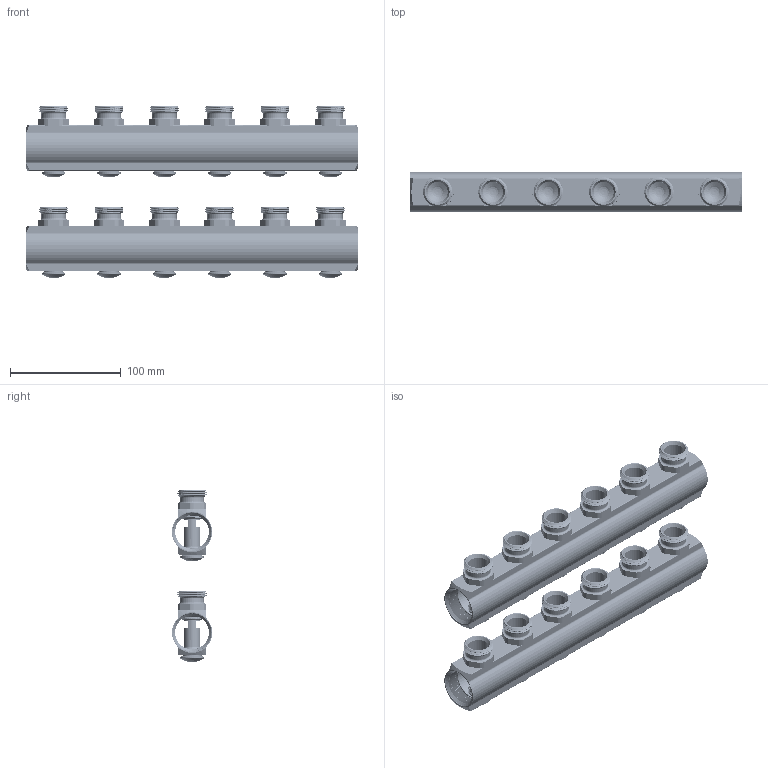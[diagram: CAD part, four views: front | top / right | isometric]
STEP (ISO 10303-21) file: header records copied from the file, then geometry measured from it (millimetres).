
FILE_DESCRIPTION((''),'2;1');
FILE_NAME('088U0546_ASM','2023-05-16T15:41:30',('U258971'),(''),'CREO PARAMETRIC BY PTC INC, 2020342','CREO PARAMETRIC BY PTC INC, 2020342','');
FILE_SCHEMA(('CONFIG_CONTROL_DESIGN'));
Length unit declared in the file: millimetre
Products named in the file (6): 088U7307_6LOOPS_19; 088U7304_16; 088U7310_ASM_12_ASM; 088U0593-MANIFOLD_12; 088U0545_ASM_1_ASM; 088U0546_ASM
Assembly tree (28 placements, depth 4):
  088U0546_ASM
    088U0545_ASM_1_ASM
      088U7307_6LOOPS_19  x2
      088U7310_ASM_12_ASM  x12
        088U7304_16
      088U0593-MANIFOLD_12  x12
Bounding box: 300 x 36.55 x 155.78 mm (x, y, z)
Volume: 347212.1 mm3; surface area: 290855 mm2
Topology: 26 solids, 80 shells, 3038 faces, 8570 edges, 5678 vertices
Faces by surface type: cylinder 1378, bspline 472, plane 432, cone 400, torus 296, sphere 48, extrusion 12
Entity records: 32673 total; most frequent: CARTESIAN_POINT 19298, ORIENTED_EDGE 3058, DIRECTION 2355, EDGE_CURVE 1556, VERTEX_POINT 1054, AXIS2_PLACEMENT_3D 989, B_SPLINE_CURVE_WITH_KNOTS 664, EDGE_LOOP 571
